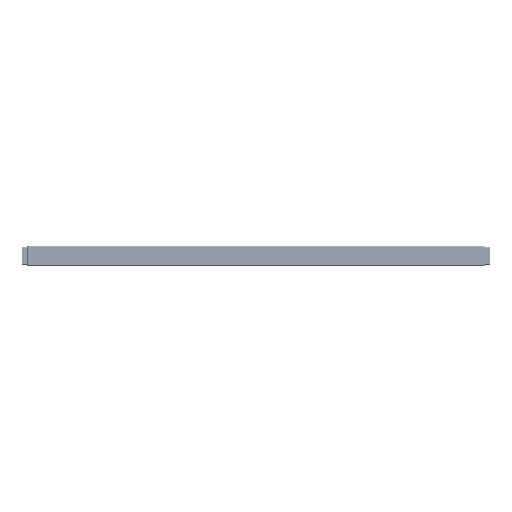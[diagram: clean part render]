
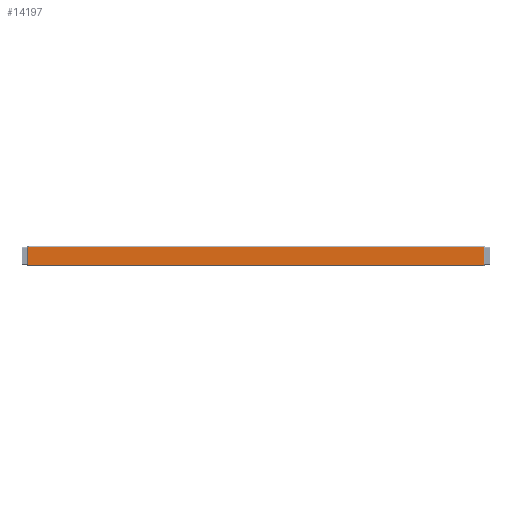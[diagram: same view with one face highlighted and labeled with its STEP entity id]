
A CAD part, front view. The second image highlights one B-rep face of the part: STEP entity #14197.
In plain terms, the highlighted planar face has unit normal (0, -1, 0).
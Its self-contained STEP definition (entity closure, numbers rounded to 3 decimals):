
#11142=FACE_OUTER_BOUND('',#27081,.T.);
#14197=ADVANCED_FACE('',(#11142),#18265,.T.);
#18265=PLANE('',#79920);
#27081=EDGE_LOOP('',(#32796,#32797,#32798,#32799,#32800,#32801,#32802,#32803));
#32796=ORIENTED_EDGE('',*,*,#59696,.T.);
#32797=ORIENTED_EDGE('',*,*,#59697,.F.);
#32798=ORIENTED_EDGE('',*,*,#59698,.T.);
#32799=ORIENTED_EDGE('',*,*,#59699,.T.);
#32800=ORIENTED_EDGE('',*,*,#59700,.T.);
#32801=ORIENTED_EDGE('',*,*,#59701,.F.);
#32802=ORIENTED_EDGE('',*,*,#59702,.T.);
#32803=ORIENTED_EDGE('',*,*,#59703,.T.);
#52764=VERTEX_POINT('',#108396);
#52765=VERTEX_POINT('',#108397);
#52766=VERTEX_POINT('',#108399);
#52767=VERTEX_POINT('',#108401);
#52768=VERTEX_POINT('',#108403);
#52769=VERTEX_POINT('',#108405);
#52770=VERTEX_POINT('',#108407);
#52771=VERTEX_POINT('',#108409);
#59696=EDGE_CURVE('',#52764,#52765,#69594,.T.);
#59697=EDGE_CURVE('',#52766,#52765,#69595,.T.);
#59698=EDGE_CURVE('',#52766,#52767,#69596,.T.);
#59699=EDGE_CURVE('',#52767,#52768,#69597,.T.);
#59700=EDGE_CURVE('',#52768,#52769,#69598,.T.);
#59701=EDGE_CURVE('',#52770,#52769,#69599,.T.);
#59702=EDGE_CURVE('',#52770,#52771,#69600,.T.);
#59703=EDGE_CURVE('',#52771,#52764,#69601,.T.);
#69594=LINE('',#108395,#74846);
#69595=LINE('',#108398,#74847);
#69596=LINE('',#108400,#74848);
#69597=LINE('',#108402,#74849);
#69598=LINE('',#108404,#74850);
#69599=LINE('',#108406,#74851);
#69600=LINE('',#108408,#74852);
#69601=LINE('',#108410,#74853);
#74846=VECTOR('',#87609,1.);
#74847=VECTOR('',#87610,1.);
#74848=VECTOR('',#87611,1.);
#74849=VECTOR('',#87612,1.);
#74850=VECTOR('',#87613,1.);
#74851=VECTOR('',#87614,1.);
#74852=VECTOR('',#87615,1.);
#74853=VECTOR('',#87616,1.);
#79920=AXIS2_PLACEMENT_3D('',#108411,#87617,#87618);
#87609=DIRECTION('',(-1.,0.,0.));
#87610=DIRECTION('',(0.577,0.,0.816));
#87611=DIRECTION('',(0.,0.,-1.));
#87612=DIRECTION('',(0.577,0.,-0.816));
#87613=DIRECTION('',(1.,0.,0.));
#87614=DIRECTION('',(-0.577,0.,-0.816));
#87615=DIRECTION('',(0.,0.,1.));
#87616=DIRECTION('',(-0.577,0.,0.816));
#87617=DIRECTION('',(0.,-1.,0.));
#87618=DIRECTION('',(-1.,0.,0.));
#108395=CARTESIAN_POINT('',(-100.,-4.5,4.));
#108396=CARTESIAN_POINT('',(99.3,-4.5,4.));
#108397=CARTESIAN_POINT('',(-99.3,-4.5,4.));
#108398=CARTESIAN_POINT('',(-99.582,-4.5,3.601));
#108399=CARTESIAN_POINT('',(-99.5,-4.5,3.717));
#108400=CARTESIAN_POINT('',(-99.5,-4.5,-4.));
#108401=CARTESIAN_POINT('',(-99.5,-4.5,-3.717));
#108402=CARTESIAN_POINT('',(-103.54,-4.5,1.997));
#108403=CARTESIAN_POINT('',(-99.3,-4.5,-4.));
#108404=CARTESIAN_POINT('',(-100.,-4.5,-4.));
#108405=CARTESIAN_POINT('',(99.3,-4.5,-4.));
#108406=CARTESIAN_POINT('',(99.582,-4.5,-3.601));
#108407=CARTESIAN_POINT('',(99.5,-4.5,-3.717));
#108408=CARTESIAN_POINT('',(99.5,-4.5,4.5));
#108409=CARTESIAN_POINT('',(99.5,-4.5,3.717));
#108410=CARTESIAN_POINT('',(32.631,-4.5,98.284));
#108411=CARTESIAN_POINT('',(-100.,-4.5,4.5));
